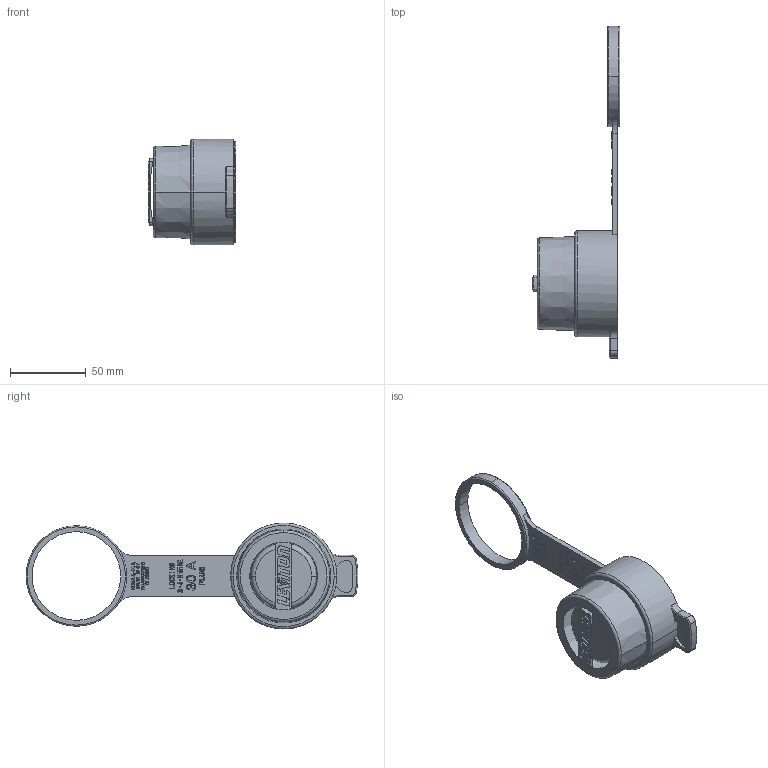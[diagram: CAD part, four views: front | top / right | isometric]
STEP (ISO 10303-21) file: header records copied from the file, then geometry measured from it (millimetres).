
FILE_DESCRIPTION (( 'STEP AP214' ), '1' );
FILE_NAME ('CATSTD-0028W-00X-M01.STEP', '2022-11-04T14:36:01', ( '' ), ( '' ), 'SwSTEP 2.0', 'SolidWorks 2020', '' );
FILE_SCHEMA (( 'AUTOMOTIVE_DESIGN' ));
Length unit declared in the file: inch
Products named in the file (1): CATSTD-0028W-00X-M01
Bounding box: 57.65 x 218.86 x 69.85 mm (x, y, z)
Volume: 111473.5 mm3; surface area: 35067 mm2
Topology: 1 solids, 1 shells, 1723 faces, 4876 edges, 3246 vertices
Faces by surface type: plane 1640, cylinder 62, torus 15, cone 4, sphere 2
Entity records: 77229 total; most frequent: CARTESIAN_POINT 9912, ORIENTED_EDGE 9752, DIRECTION 8491, EDGE_CURVE 4876, VECTOR 4697, LINE 4697, VERTEX_POINT 3246, AXIS2_PLACEMENT_3D 1897
